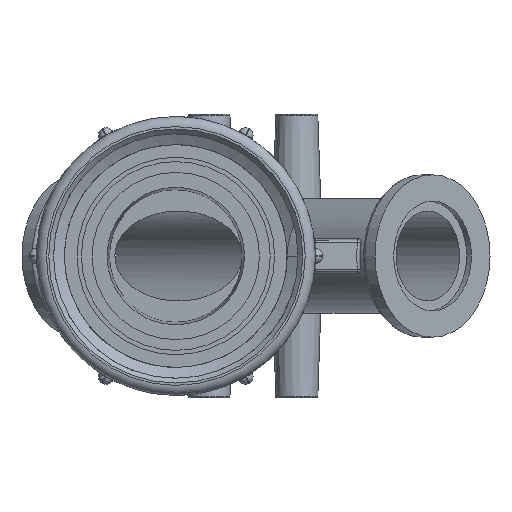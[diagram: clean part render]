
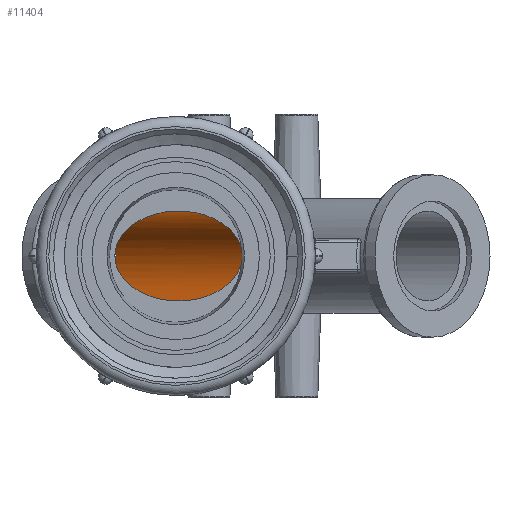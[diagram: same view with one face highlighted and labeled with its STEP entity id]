
A CAD part, front view. The second image highlights one B-rep face of the part: STEP entity #11404.
In plain terms, the highlighted cylindrical face has radius 14.351 mm (diameter 28.702 mm), a full revolution.
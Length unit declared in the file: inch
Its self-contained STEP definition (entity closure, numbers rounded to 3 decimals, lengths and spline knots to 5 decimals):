
#385=ELLIPSE('',#12676,0.79903,0.565);
#1130=B_SPLINE_CURVE_WITH_KNOTS('',3,(#24413,#24414,#24415,#24416),
 .UNSPECIFIED.,.F.,.F.,(4,4),(3.20281,3.29714),
 .UNSPECIFIED.);
#1131=B_SPLINE_CURVE_WITH_KNOTS('',3,(#24419,#24420,#24421,#24422),
 .UNSPECIFIED.,.F.,.F.,(4,4),(2.91083,3.00515),
 .UNSPECIFIED.);
#2723=CYLINDRICAL_SURFACE('',#12675,0.565);
#2838=FACE_BOUND('',#4233,.T.);
#3471=FACE_OUTER_BOUND('',#4232,.T.);
#4232=EDGE_LOOP('',(#10562,#10563,#10564,#10565));
#4233=EDGE_LOOP('',(#10566));
#4634=CIRCLE('',#12674,0.565);
#4635=CIRCLE('',#12677,0.565);
#5728=VERTEX_POINT('',#24407);
#5729=VERTEX_POINT('',#24408);
#5730=VERTEX_POINT('',#24412);
#5731=VERTEX_POINT('',#24417);
#5732=VERTEX_POINT('',#24423);
#7386=EDGE_CURVE('',#5728,#5729,#4634,.T.);
#7387=EDGE_CURVE('',#5730,#5728,#1130,.T.);
#7388=EDGE_CURVE('',#5731,#5730,#385,.T.);
#7389=EDGE_CURVE('',#5729,#5731,#1131,.T.);
#7390=EDGE_CURVE('',#5732,#5732,#4635,.T.);
#10562=ORIENTED_EDGE('',*,*,#7387,.F.);
#10563=ORIENTED_EDGE('',*,*,#7388,.F.);
#10564=ORIENTED_EDGE('',*,*,#7389,.F.);
#10565=ORIENTED_EDGE('',*,*,#7386,.F.);
#10566=ORIENTED_EDGE('',*,*,#7390,.T.);
#11404=ADVANCED_FACE('',(#3471,#2838),#2723,.F.);
#12674=AXIS2_PLACEMENT_3D('',#24410,#15875,#15876);
#12675=AXIS2_PLACEMENT_3D('',#24411,#15877,#15878);
#12676=AXIS2_PLACEMENT_3D('',#24418,#15879,#15880);
#12677=AXIS2_PLACEMENT_3D('',#24424,#15881,#15882);
#15875=DIRECTION('center_axis',(-0.707,0.707,0.));
#15876=DIRECTION('ref_axis',(0.707,0.707,0.));
#15877=DIRECTION('center_axis',(-0.707,0.707,0.));
#15878=DIRECTION('ref_axis',(0.707,0.707,0.));
#15879=DIRECTION('center_axis',(0.,1.,0.));
#15880=DIRECTION('ref_axis',(1.,0.,0.));
#15881=DIRECTION('center_axis',(-0.707,0.707,0.));
#15882=DIRECTION('ref_axis',(0.707,0.707,0.));
#24407=CARTESIAN_POINT('',(0.82874,-0.03728,0.07758));
#24408=CARTESIAN_POINT('',(0.82874,-0.03728,-0.07758));
#24410=CARTESIAN_POINT('Origin',(0.43301,-0.43301,0.));
#24411=CARTESIAN_POINT('Origin',(-0.35873,0.35873,0.));
#24412=CARTESIAN_POINT('',(0.83109,-0.034,0.03938));
#24413=CARTESIAN_POINT('Ctrl Pts',(0.83109,-0.034,
0.03938));
#24414=CARTESIAN_POINT('Ctrl Pts',(0.83056,-0.03473,
0.05204));
#24415=CARTESIAN_POINT('Ctrl Pts',(0.82978,-0.03581,
0.0648));
#24416=CARTESIAN_POINT('Ctrl Pts',(0.82874,-0.03728,
0.07758));
#24417=CARTESIAN_POINT('',(0.83109,-0.034,-0.03938));
#24418=CARTESIAN_POINT('Origin',(0.034,-0.034,
0.));
#24419=CARTESIAN_POINT('Ctrl Pts',(0.82874,-0.03728,
-0.07758));
#24420=CARTESIAN_POINT('Ctrl Pts',(0.82978,-0.03581,
-0.0648));
#24421=CARTESIAN_POINT('Ctrl Pts',(0.83056,-0.03473,
-0.05204));
#24422=CARTESIAN_POINT('Ctrl Pts',(0.83109,-0.034,
-0.03938));
#24423=CARTESIAN_POINT('',(-0.75095,1.54998,0.));
#24424=CARTESIAN_POINT('Origin',(-1.15046,1.15046,0.));
